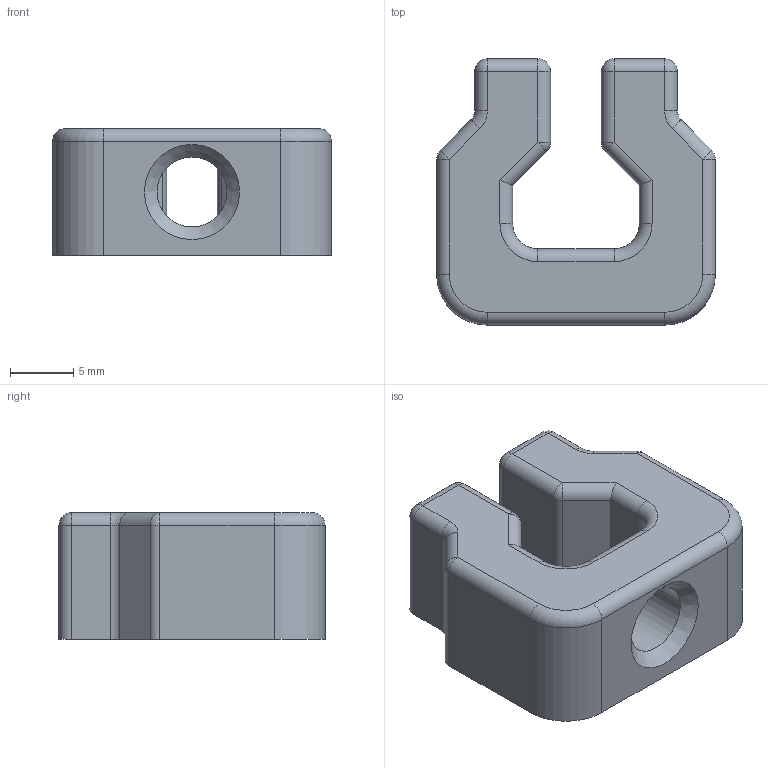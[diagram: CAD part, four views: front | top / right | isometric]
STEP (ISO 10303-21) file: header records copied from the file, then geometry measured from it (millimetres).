
FILE_DESCRIPTION(/* description */ (''),/* implementation_level */ '2;1');
FILE_NAME(/* name */ '41 - guide rail - 1 inlet.stp',/* time_stamp */ '2023-01-17T10:53:26+01:00',/* author */ ('JN'),/* organization */ (''),/* preprocessor_version */ 'ST-DEVELOPER v18.1',/* originating_system */ 'Autodesk Inventor 2022',/* authorisation */ '');
FILE_SCHEMA (('AUTOMOTIVE_DESIGN { 1 0 10303 214 3 1 1 }'));
Length unit declared in the file: millimetre
Products named in the file (1): PEEK_mittiger Anschluss_Schiene_3er
Bounding box: 22 x 21 x 10 mm (x, y, z)
Volume: 3032.2 mm3; surface area: 1778.2 mm2
Topology: 1 solids, 1 shells, 64 faces, 148 edges, 86 vertices
Faces by surface type: cylinder 31, plane 18, sphere 8, torus 6, cone 1
Full cylindrical faces by diameter (mm): 5.5 x1
Entity records: 1841 total; most frequent: DIRECTION 346, CARTESIAN_POINT 299, ORIENTED_EDGE 296, EDGE_CURVE 148, AXIS2_PLACEMENT_3D 133, VERTEX_POINT 86, LINE 80, VECTOR 80
